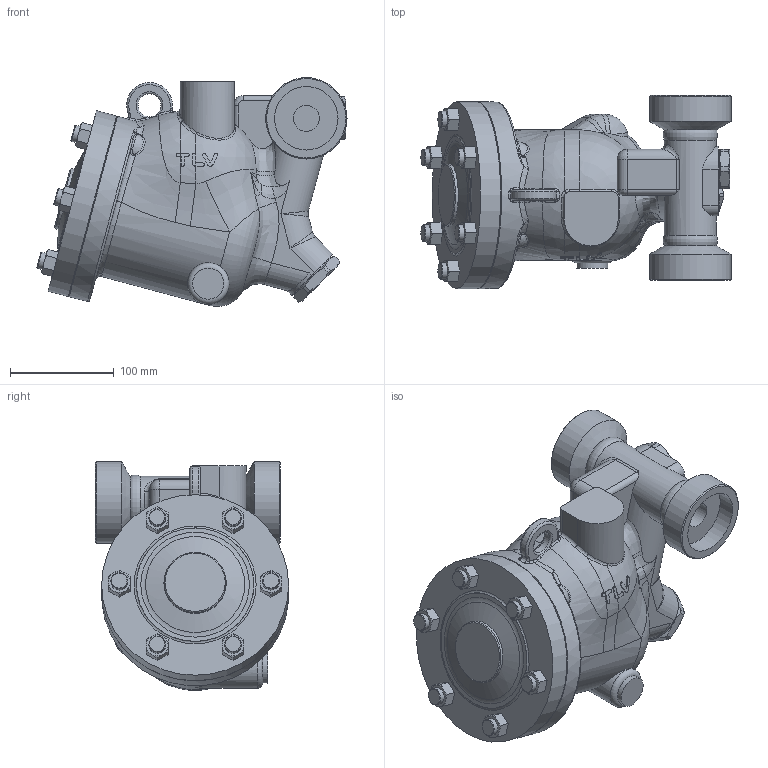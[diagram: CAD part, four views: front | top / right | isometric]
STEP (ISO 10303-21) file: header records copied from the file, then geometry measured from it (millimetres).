
FILE_DESCRIPTION((''),'2;1');
FILE_NAME('sh6nl-050-sw000-00.stp','2014-04-23T17:01:55',('nakaot'),(''),'Autodesk Inventor 2012','Autodesk Inventor 2012','');
FILE_SCHEMA(('AUTOMOTIVE_DESIGN { 1 0 10303 214 1 1 1 1 }'));
Length unit declared in the file: millimetre
Products named in the file (1): sh6nl-050-sw000-00
Bounding box: 298.67 x 186 x 220.4 mm (x, y, z)
Volume: 4501734.5 mm3; surface area: 271153.4 mm2
Topology: 1 solids, 3 shells, 413 faces, 1010 edges, 613 vertices
Faces by surface type: plane 134, cylinder 94, bspline 89, cone 64, torus 21, sphere 11
Full cylindrical faces by diameter (mm): 11.835 x6, 16 x12, 22 x1, 25 x2, 30 x1, 38 x1, 40 x1, 49.5 x1, 50 x1, 60 x1, 61.1 x2, 78.5 x2, 100 x1, 180 x2
Entity records: 15595 total; most frequent: CARTESIAN_POINT 7073, ORIENTED_EDGE 1838, DIRECTION 1577, EDGE_CURVE 919, AXIS2_PLACEMENT_3D 670, VERTEX_POINT 593, EDGE_LOOP 508, FACE_OUTER_BOUND 413
